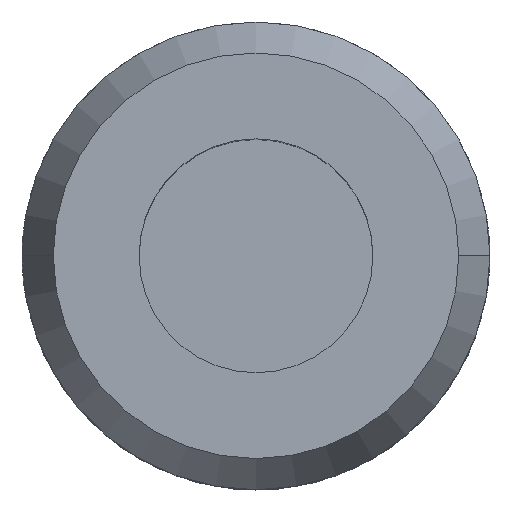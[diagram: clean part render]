
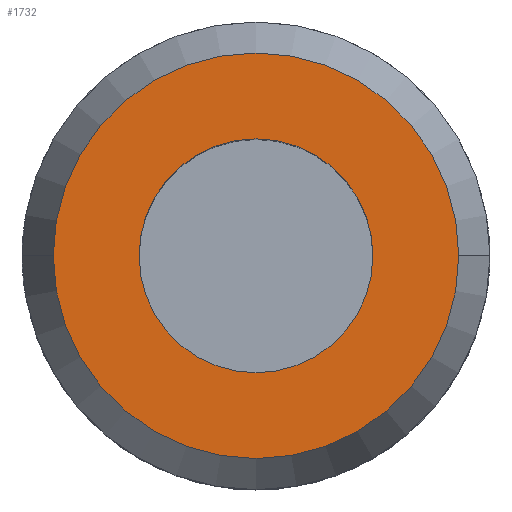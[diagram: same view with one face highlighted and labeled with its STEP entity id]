
A CAD part, top view. The second image highlights one B-rep face of the part: STEP entity #1732.
In plain terms, the highlighted planar face has unit normal (0, 0, 1).
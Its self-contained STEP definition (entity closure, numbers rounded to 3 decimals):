
#28 = EDGE_LOOP ( 'NONE', ( #223, #513 ) ) ;
#32 = CARTESIAN_POINT ( 'NONE',  ( 0., 0., 50.8 ) ) ;
#43 = DIRECTION ( 'NONE',  ( 0., 0., -1. ) ) ;
#121 = CARTESIAN_POINT ( 'NONE',  ( 27.525, 0., 50.8 ) ) ;
#123 = PLANE ( 'NONE',  #598 ) ;
#182 = DIRECTION ( 'NONE',  ( 0., 0., -1. ) ) ;
#223 = ORIENTED_EDGE ( 'NONE', *, *, #292, .T. ) ;
#235 = FACE_BOUND ( 'NONE', #786, .T. ) ;
#292 = EDGE_CURVE ( 'NONE', #982, #470, #1705, .T. ) ;
#389 = DIRECTION ( 'NONE',  ( 0., 0., 1. ) ) ;
#438 = DIRECTION ( 'NONE',  ( 0., 0., 1. ) ) ;
#445 = CARTESIAN_POINT ( 'NONE',  ( 0., 0., 50.8 ) ) ;
#470 = VERTEX_POINT ( 'NONE', #121 ) ;
#513 = ORIENTED_EDGE ( 'NONE', *, *, #965, .T. ) ;
#598 = AXIS2_PLACEMENT_3D ( 'NONE', #1332, #1596, #1461 ) ;
#605 = DIRECTION ( 'NONE',  ( -1., 0., 0. ) ) ;
#728 = ORIENTED_EDGE ( 'NONE', *, *, #1590, .T. ) ;
#778 = DIRECTION ( 'NONE',  ( 1., 0., 0. ) ) ;
#786 = EDGE_LOOP ( 'NONE', ( #728, #1265 ) ) ;
#877 = AXIS2_PLACEMENT_3D ( 'NONE', #32, #182, #993 ) ;
#965 = EDGE_CURVE ( 'NONE', #470, #982, #1072, .T. ) ;
#969 = DIRECTION ( 'NONE',  ( 1., 0., 0. ) ) ;
#971 = VERTEX_POINT ( 'NONE', #1382 ) ;
#982 = VERTEX_POINT ( 'NONE', #1114 ) ;
#993 = DIRECTION ( 'NONE',  ( -1., 0., 0. ) ) ;
#1034 = FACE_OUTER_BOUND ( 'NONE', #28, .T. ) ;
#1067 = CIRCLE ( 'NONE', #877, 15.875 ) ;
#1072 = CIRCLE ( 'NONE', #1784, 27.525 ) ;
#1081 = AXIS2_PLACEMENT_3D ( 'NONE', #445, #43, #605 ) ;
#1114 = CARTESIAN_POINT ( 'NONE',  ( -27.525, 0., 50.8 ) ) ;
#1132 = EDGE_CURVE ( 'NONE', #971, #1688, #1067, .T. ) ;
#1187 = CARTESIAN_POINT ( 'NONE',  ( 0., 0., 50.8 ) ) ;
#1188 = AXIS2_PLACEMENT_3D ( 'NONE', #1187, #389, #778 ) ;
#1265 = ORIENTED_EDGE ( 'NONE', *, *, #1132, .T. ) ;
#1332 = CARTESIAN_POINT ( 'NONE',  ( 0., 27.525, 50.8 ) ) ;
#1382 = CARTESIAN_POINT ( 'NONE',  ( 15.875, 0., 50.8 ) ) ;
#1461 = DIRECTION ( 'NONE',  ( -1., 0., 0. ) ) ;
#1557 = CIRCLE ( 'NONE', #1081, 15.875 ) ;
#1590 = EDGE_CURVE ( 'NONE', #1688, #971, #1557, .T. ) ;
#1596 = DIRECTION ( 'NONE',  ( 0., 0., -1. ) ) ;
#1678 = CARTESIAN_POINT ( 'NONE',  ( 0., 0., 50.8 ) ) ;
#1688 = VERTEX_POINT ( 'NONE', #1729 ) ;
#1705 = CIRCLE ( 'NONE', #1188, 27.525 ) ;
#1729 = CARTESIAN_POINT ( 'NONE',  ( -15.875, 0., 50.8 ) ) ;
#1732 = ADVANCED_FACE ( 'NONE', ( #235, #1034 ), #123, .F. ) ;
#1784 = AXIS2_PLACEMENT_3D ( 'NONE', #1678, #438, #969 ) ;
